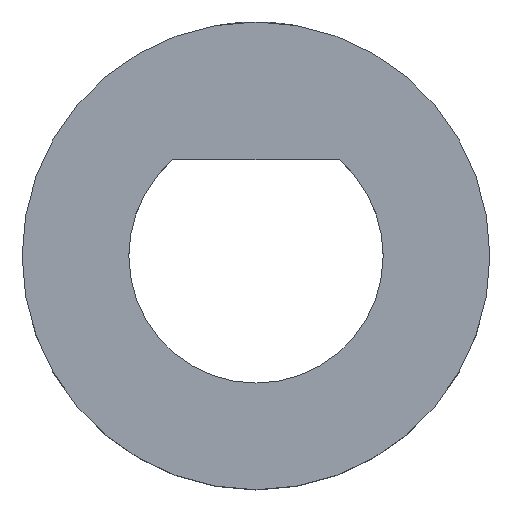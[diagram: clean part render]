
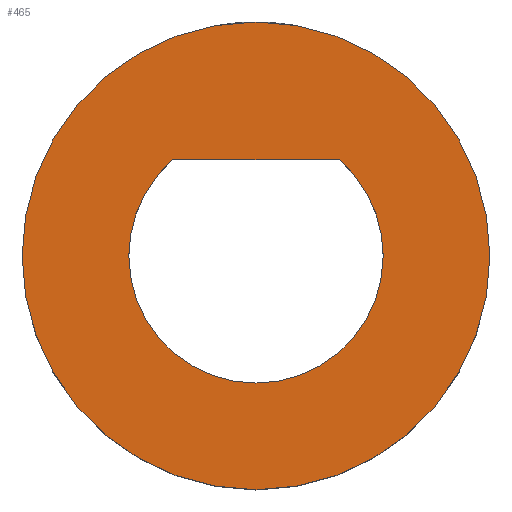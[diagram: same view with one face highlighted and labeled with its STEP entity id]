
A CAD part, top view. The second image highlights one B-rep face of the part: STEP entity #465.
In plain terms, the highlighted planar face has unit normal (0, 0, 1).
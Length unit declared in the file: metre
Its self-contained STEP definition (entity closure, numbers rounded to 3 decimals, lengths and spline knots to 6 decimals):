
#6 = AXIS2_PLACEMENT_3D ( 'NONE', #234, #120, #84 ) ;
#12 = DIRECTION ( 'NONE',  ( 1., 0., 0. ) ) ;
#13 = AXIS2_PLACEMENT_3D ( 'NONE', #523, #265, #515 ) ;
#21 = FACE_BOUND ( 'NONE', #377, .T. ) ;
#22 = AXIS2_PLACEMENT_3D ( 'NONE', #385, #430, #190 ) ;
#24 = LINE ( 'NONE', #68, #442 ) ;
#28 = ORIENTED_EDGE ( 'NONE', *, *, #445, .F. ) ;
#29 = EDGE_CURVE ( 'NONE', #346, #277, #242, .T. ) ;
#54 = AXIS2_PLACEMENT_3D ( 'NONE', #424, #431, #185 ) ;
#59 = ORIENTED_EDGE ( 'NONE', *, *, #83, .F. ) ;
#68 = CARTESIAN_POINT ( 'NONE',  ( 0., 0.00575, 0.00905 ) ) ;
#83 = EDGE_CURVE ( 'NONE', #466, #281, #24, .T. ) ;
#84 = DIRECTION ( 'NONE',  ( 1., 0., 0. ) ) ;
#88 = CIRCLE ( 'NONE', #13, 0.00759 ) ;
#120 = DIRECTION ( 'NONE',  ( 0., 0., 1. ) ) ;
#128 = CARTESIAN_POINT ( 'NONE',  ( -0.013955, 0., 0.00905 ) ) ;
#132 = ORIENTED_EDGE ( 'NONE', *, *, #267, .F. ) ;
#161 = EDGE_CURVE ( 'NONE', #277, #346, #201, .T. ) ;
#175 = DIRECTION ( 'NONE',  ( 0., 0., 1. ) ) ;
#185 = DIRECTION ( 'NONE',  ( 1., 0., 0. ) ) ;
#190 = DIRECTION ( 'NONE',  ( 1., 0., 0. ) ) ;
#194 = AXIS2_PLACEMENT_3D ( 'NONE', #285, #215, #12 ) ;
#197 = PLANE ( 'NONE',  #22 ) ;
#201 = CIRCLE ( 'NONE', #54, 0.013955 ) ;
#203 = ORIENTED_EDGE ( 'NONE', *, *, #362, .F. ) ;
#204 = AXIS2_PLACEMENT_3D ( 'NONE', #416, #175, #322 ) ;
#212 = CARTESIAN_POINT ( 'NONE',  ( 0.013955, 0., 0.00905 ) ) ;
#215 = DIRECTION ( 'NONE',  ( 0., 0., 1. ) ) ;
#221 = VERTEX_POINT ( 'NONE', #301 ) ;
#234 = CARTESIAN_POINT ( 'NONE',  ( 0., 0., 0.00905 ) ) ;
#242 = CIRCLE ( 'NONE', #6, 0.013955 ) ;
#265 = DIRECTION ( 'NONE',  ( 0., 0., 1. ) ) ;
#267 = EDGE_CURVE ( 'NONE', #318, #221, #422, .T. ) ;
#270 = CARTESIAN_POINT ( 'NONE',  ( 0.004954, 0.00575, 0.00905 ) ) ;
#271 = ORIENTED_EDGE ( 'NONE', *, *, #161, .T. ) ;
#277 = VERTEX_POINT ( 'NONE', #128 ) ;
#281 = VERTEX_POINT ( 'NONE', #455 ) ;
#285 = CARTESIAN_POINT ( 'NONE',  ( 0., 0., 0.00905 ) ) ;
#301 = CARTESIAN_POINT ( 'NONE',  ( 0.00759, 0., 0.00905 ) ) ;
#318 = VERTEX_POINT ( 'NONE', #323 ) ;
#322 = DIRECTION ( 'NONE',  ( 1., 0., 0. ) ) ;
#323 = CARTESIAN_POINT ( 'NONE',  ( -0.00759, 0., 0.00905 ) ) ;
#346 = VERTEX_POINT ( 'NONE', #212 ) ;
#361 = ORIENTED_EDGE ( 'NONE', *, *, #29, .T. ) ;
#362 = EDGE_CURVE ( 'NONE', #281, #318, #417, .T. ) ;
#377 = EDGE_LOOP ( 'NONE', ( #59, #28, #132, #203 ) ) ;
#385 = CARTESIAN_POINT ( 'NONE',  ( 0., 0., 0.00905 ) ) ;
#416 = CARTESIAN_POINT ( 'NONE',  ( 0., 0., 0.00905 ) ) ;
#417 = CIRCLE ( 'NONE', #204, 0.00759 ) ;
#422 = CIRCLE ( 'NONE', #194, 0.00759 ) ;
#424 = CARTESIAN_POINT ( 'NONE',  ( 0., 0., 0.00905 ) ) ;
#430 = DIRECTION ( 'NONE',  ( 0., 0., 1. ) ) ;
#431 = DIRECTION ( 'NONE',  ( 0., 0., 1. ) ) ;
#442 = VECTOR ( 'NONE', #517, 1. ) ;
#445 = EDGE_CURVE ( 'NONE', #221, #466, #88, .T. ) ;
#455 = CARTESIAN_POINT ( 'NONE',  ( -0.004954, 0.00575, 0.00905 ) ) ;
#460 = EDGE_LOOP ( 'NONE', ( #271, #361 ) ) ;
#464 = FACE_OUTER_BOUND ( 'NONE', #460, .T. ) ;
#465 = ADVANCED_FACE ( 'NONE', ( #464, #21 ), #197, .T. ) ;
#466 = VERTEX_POINT ( 'NONE', #270 ) ;
#515 = DIRECTION ( 'NONE',  ( 1., 0., 0. ) ) ;
#517 = DIRECTION ( 'NONE',  ( -1., 0., 0. ) ) ;
#523 = CARTESIAN_POINT ( 'NONE',  ( 0., 0., 0.00905 ) ) ;
